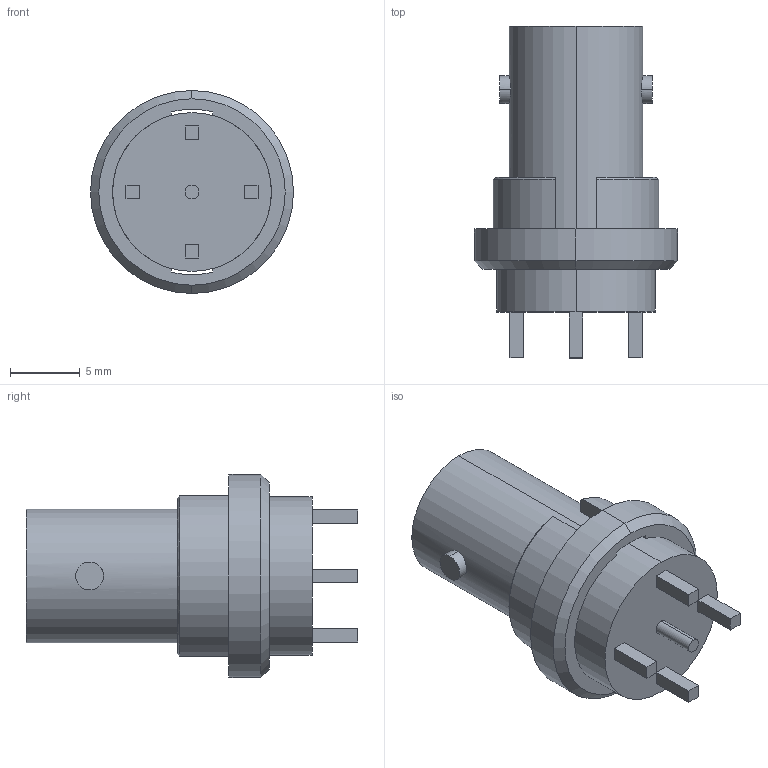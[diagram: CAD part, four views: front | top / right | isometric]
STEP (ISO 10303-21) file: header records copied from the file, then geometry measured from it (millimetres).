
FILE_DESCRIPTION((''),'2;1');
FILE_NAME('BNC_ANY_ASM_ASM_1_ASM','2012-01-07T',('Pangi'),('Dewesoft d.o.o.'),'PRO/ENGINEER BY PARAMETRIC TECHNOLOGY CORPORATION, 2009360','PRO/ENGINEER BY PARAMETRIC TECHNOLOGY CORPORATION, 2009360','');
FILE_SCHEMA(('CONFIG_CONTROL_DESIGN'));
Length unit declared in the file: millimetre
Products named in the file (5): NONE-180989_1; NONE-183413_1; BNC_PLASTIKA_NOT; BNC_KOVINA_NOT; BNC_ANY_ASM_ASM_1_ASM
Assembly tree (4 placements, depth 2):
  BNC_ANY_ASM_ASM_1_ASM
    NONE-180989_1
    NONE-183413_1
    BNC_PLASTIKA_NOT
    BNC_KOVINA_NOT
Bounding box: 14.61 x 23.87 x 14.61 mm (x, y, z)
Volume: 1597.1 mm3; surface area: 1903 mm2
Topology: 4 solids, 4 shells, 85 faces, 191 edges, 122 vertices
Faces by surface type: plane 40, cylinder 31, cone 10, torus 4
Entity records: 2573 total; most frequent: CARTESIAN_POINT 482, DIRECTION 447, ORIENTED_EDGE 382, EDGE_CURVE 191, AXIS2_PLACEMENT_3D 170, VERTEX_POINT 122, VECTOR 107, LINE 107
